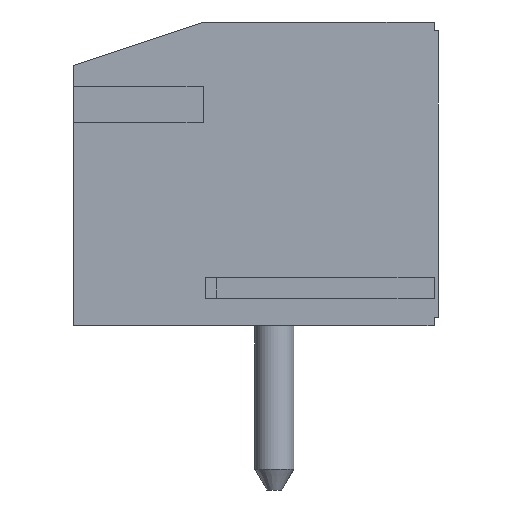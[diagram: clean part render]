
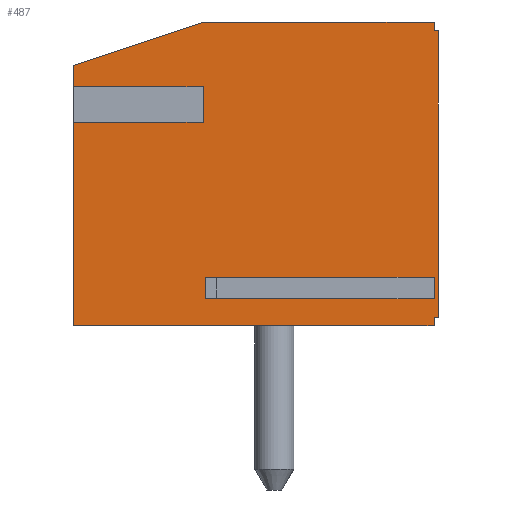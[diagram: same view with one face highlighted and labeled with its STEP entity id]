
A CAD part, left-side view. The second image highlights one B-rep face of the part: STEP entity #487.
In plain terms, the highlighted planar face has unit normal (-1, 0, 0).
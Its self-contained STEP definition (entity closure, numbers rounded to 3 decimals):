
#487=ADVANCED_FACE('',(#1094,#1095),#1096,.F.);
#1094=FACE_OUTER_BOUND('',#1816,.T.);
#1095=FACE_BOUND('',#1817,.T.);
#1096=PLANE('',#1818);
#1816=EDGE_LOOP('',(#3295,#3296,#3297,#3298,#3299,#3300,#3301,#3302,#3303,#3304,#3305,#3306,#3307));
#1817=EDGE_LOOP('',(#3308,#3309,#3310,#3311));
#1818=AXIS2_PLACEMENT_3D('',#3312,#3313,#3314);
#3295=ORIENTED_EDGE('',*,*,#4954,.T.);
#3296=ORIENTED_EDGE('',*,*,#4902,.T.);
#3297=ORIENTED_EDGE('',*,*,#4850,.T.);
#3298=ORIENTED_EDGE('',*,*,#4956,.T.);
#3299=ORIENTED_EDGE('',*,*,#4957,.T.);
#3300=ORIENTED_EDGE('',*,*,#4958,.F.);
#3301=ORIENTED_EDGE('',*,*,#4959,.T.);
#3302=ORIENTED_EDGE('',*,*,#4553,.F.);
#3303=ORIENTED_EDGE('',*,*,#4726,.F.);
#3304=ORIENTED_EDGE('',*,*,#4484,.F.);
#3305=ORIENTED_EDGE('',*,*,#4768,.F.);
#3306=ORIENTED_EDGE('',*,*,#4960,.T.);
#3307=ORIENTED_EDGE('',*,*,#4961,.T.);
#3308=ORIENTED_EDGE('',*,*,#4962,.T.);
#3309=ORIENTED_EDGE('',*,*,#4963,.T.);
#3310=ORIENTED_EDGE('',*,*,#4964,.T.);
#3311=ORIENTED_EDGE('',*,*,#4965,.T.);
#3312=CARTESIAN_POINT('',(-7.0,4.101,3.386));
#3313=DIRECTION('',(1.0,0.0,0.));
#3314=DIRECTION('',(0.,0.0,-1.0));
#4484=EDGE_CURVE('',#5460,#5462,#5463,.T.);
#4553=EDGE_CURVE('',#5587,#5589,#5590,.T.);
#4726=EDGE_CURVE('',#5462,#5587,#5867,.T.);
#4768=EDGE_CURVE('',#5932,#5460,#5934,.T.);
#4850=EDGE_CURVE('',#6054,#6040,#6055,.T.);
#4902=EDGE_CURVE('',#6129,#6054,#6130,.T.);
#4954=EDGE_CURVE('',#6046,#6129,#6198,.T.);
#4956=EDGE_CURVE('',#6040,#6200,#6201,.T.);
#4957=EDGE_CURVE('',#6200,#6202,#6203,.T.);
#4958=EDGE_CURVE('',#6204,#6202,#6205,.T.);
#4959=EDGE_CURVE('',#6204,#5589,#6206,.T.);
#4960=EDGE_CURVE('',#5932,#6207,#6208,.T.);
#4961=EDGE_CURVE('',#6207,#6046,#6209,.T.);
#4962=EDGE_CURVE('',#6210,#6211,#6212,.T.);
#4963=EDGE_CURVE('',#6211,#6213,#6214,.T.);
#4964=EDGE_CURVE('',#6213,#6215,#6216,.T.);
#4965=EDGE_CURVE('',#6215,#6210,#6217,.T.);
#5460=VERTEX_POINT('',#6840);
#5462=VERTEX_POINT('',#6843);
#5463=LINE('',#6844,#6845);
#5587=VERTEX_POINT('',#7017);
#5589=VERTEX_POINT('',#7020);
#5590=LINE('',#7021,#7022);
#5867=LINE('',#7422,#7423);
#5932=VERTEX_POINT('',#7521);
#5934=LINE('',#7524,#7525);
#6040=VERTEX_POINT('',#7675);
#6046=VERTEX_POINT('',#7684);
#6054=VERTEX_POINT('',#7696);
#6055=LINE('',#7697,#7698);
#6129=VERTEX_POINT('',#7803);
#6130=LINE('',#7804,#7805);
#6198=LINE('',#7901,#7902);
#6200=VERTEX_POINT('',#7904);
#6201=LINE('',#7905,#7906);
#6202=VERTEX_POINT('',#7907);
#6203=LINE('',#7908,#7909);
#6204=VERTEX_POINT('',#7910);
#6205=LINE('',#7911,#7912);
#6206=LINE('',#7913,#7914);
#6207=VERTEX_POINT('',#7915);
#6208=LINE('',#7916,#7917);
#6209=LINE('',#7918,#7919);
#6210=VERTEX_POINT('',#7920);
#6211=VERTEX_POINT('',#7921);
#6212=LINE('',#7922,#7923);
#6213=VERTEX_POINT('',#7924);
#6214=LINE('',#7925,#7926);
#6215=VERTEX_POINT('',#7927);
#6216=LINE('',#7928,#7929);
#6217=LINE('',#7930,#7931);
#6840=CARTESIAN_POINT('',(-7.0,0.103,7.041));
#6843=CARTESIAN_POINT('',(-7.0,0.103,6.836));
#6844=CARTESIAN_POINT('',(-7.0,0.103,7.041));
#6845=VECTOR('',#8499,1.0);
#7017=CARTESIAN_POINT('',(-7.0,0.0,6.836));
#7020=CARTESIAN_POINT('',(-7.0,0.0,0.199));
#7021=CARTESIAN_POINT('',(-7.0,0.0,6.836));
#7022=VECTOR('',#8579,1.0);
#7422=CARTESIAN_POINT('',(-7.0,0.103,6.836));
#7423=VECTOR('',#8748,1.0);
#7521=CARTESIAN_POINT('',(-7.0,5.432,7.041));
#7524=CARTESIAN_POINT('',(-7.0,5.432,7.041));
#7525=VECTOR('',#8789,1.0);
#7675=CARTESIAN_POINT('',(-7.0,8.452,4.875));
#7684=CARTESIAN_POINT('',(-7.0,8.452,5.379));
#7696=CARTESIAN_POINT('',(-7.0,5.453,4.875));
#7697=CARTESIAN_POINT('',(-7.0,4.777,4.875));
#7698=VECTOR('',#8883,1.0);
#7803=CARTESIAN_POINT('',(-7.0,5.453,5.379));
#7804=CARTESIAN_POINT('',(-7.0,5.453,4.257));
#7805=VECTOR('',#8933,1.0);
#7901=CARTESIAN_POINT('',(-7.0,4.777,5.379));
#7902=VECTOR('',#8977,1.0);
#7904=CARTESIAN_POINT('',(-7.0,8.452,0.));
#7905=CARTESIAN_POINT('',(-7.0,8.452,6.034));
#7906=VECTOR('',#8978,1.0);
#7907=CARTESIAN_POINT('',(-7.0,0.103,0.));
#7908=CARTESIAN_POINT('',(-7.0,8.452,0.));
#7909=VECTOR('',#8979,1.0);
#7910=CARTESIAN_POINT('',(-7.0,0.103,0.199));
#7911=CARTESIAN_POINT('',(-7.0,0.103,0.199));
#7912=VECTOR('',#8980,1.0);
#7913=CARTESIAN_POINT('',(-7.0,0.103,0.199));
#7914=VECTOR('',#8981,1.0);
#7915=CARTESIAN_POINT('',(-7.0,8.452,6.034));
#7916=CARTESIAN_POINT('',(-7.0,5.432,7.041));
#7917=VECTOR('',#8982,1.0);
#7918=CARTESIAN_POINT('',(-7.0,8.452,6.034));
#7919=VECTOR('',#8983,1.0);
#7920=CARTESIAN_POINT('',(-7.0,0.1,0.626));
#7921=CARTESIAN_POINT('',(-7.0,5.4,0.626));
#7922=CARTESIAN_POINT('',(-7.0,2.1,0.626));
#7923=VECTOR('',#8984,1.0);
#7924=CARTESIAN_POINT('',(-7.0,5.4,1.13));
#7925=CARTESIAN_POINT('',(-7.0,5.4,2.132));
#7926=VECTOR('',#8985,1.0);
#7927=CARTESIAN_POINT('',(-7.0,0.1,1.13));
#7928=CARTESIAN_POINT('',(-7.0,2.1,1.13));
#7929=VECTOR('',#8986,1.0);
#7930=CARTESIAN_POINT('',(-7.0,0.1,2.132));
#7931=VECTOR('',#8987,1.0);
#8499=DIRECTION('',(0.,0.0,-1.0));
#8579=DIRECTION('',(0.,0.0,-1.0));
#8748=DIRECTION('',(0.0,-1.0,0.0));
#8789=DIRECTION('',(0.0,-1.0,0.0));
#8883=DIRECTION('',(0.,1.0,0.));
#8933=DIRECTION('',(0.,0.,-1.0));
#8977=DIRECTION('',(0.,-1.0,0.));
#8978=DIRECTION('',(0.,0.0,-1.0));
#8979=DIRECTION('',(0.0,-1.0,0.0));
#8980=DIRECTION('',(0.,0.0,-1.0));
#8981=DIRECTION('',(0.0,-1.0,0.0));
#8982=DIRECTION('',(0.,0.949,-0.316));
#8983=DIRECTION('',(0.,0.0,-1.0));
#8984=DIRECTION('',(0.,1.0,0.));
#8985=DIRECTION('',(0.,0.,1.0));
#8986=DIRECTION('',(0.,-1.0,0.));
#8987=DIRECTION('',(0.,0.,-1.0));
